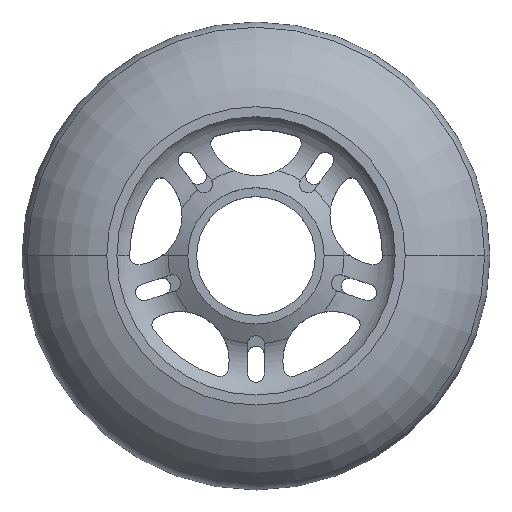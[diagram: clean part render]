
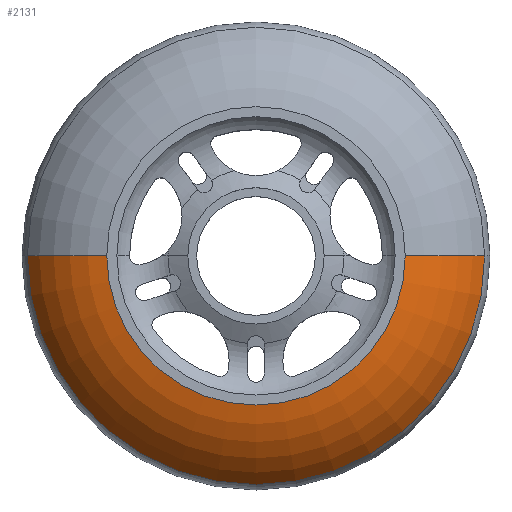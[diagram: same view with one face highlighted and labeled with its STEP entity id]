
A CAD part, top view. The second image highlights one B-rep face of the part: STEP entity #2131.
In plain terms, the highlighted toroidal (fillet/blend) face has major radius 20.382 mm and minor radius 19.496 mm.
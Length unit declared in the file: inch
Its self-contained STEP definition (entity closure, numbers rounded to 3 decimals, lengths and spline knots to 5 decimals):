
#384 = ORIENTED_EDGE ( 'NONE', *, *, #2943, .T. ) ;
#597 = CIRCLE ( 'NONE', #682, 0.76755 ) ;
#628 = EDGE_LOOP ( 'NONE', ( #963, #4174, #384, #750 ) ) ;
#660 = FACE_OUTER_BOUND ( 'NONE', #628, .T. ) ;
#682 = AXIS2_PLACEMENT_3D ( 'NONE', #2758, #2750, #2587 ) ;
#750 = ORIENTED_EDGE ( 'NONE', *, *, #4237, .F. ) ;
#963 = ORIENTED_EDGE ( 'NONE', *, *, #1777, .F. ) ;
#1113 = DIRECTION ( 'NONE',  ( 0., -1., 0. ) ) ;
#1137 = VERTEX_POINT ( 'NONE', #1996 ) ;
#1640 = AXIS2_PLACEMENT_3D ( 'NONE', #5061, #3171, #4737 ) ;
#1777 = EDGE_CURVE ( 'NONE', #2057, #3970, #597, .T. ) ;
#1908 = DIRECTION ( 'NONE',  ( 0., 0., 1. ) ) ;
#1996 = CARTESIAN_POINT ( 'NONE',  ( 1.45258, 0., 0.12135 ) ) ;
#2057 = VERTEX_POINT ( 'NONE', #5050 ) ;
#2131 = ADVANCED_FACE ( 'NONE', ( #660 ), #4803, .T. ) ;
#2230 = DIRECTION ( 'NONE',  ( 0., 0., 1. ) ) ;
#2587 = DIRECTION ( 'NONE',  ( -1., 0., 0. ) ) ;
#2598 = CIRCLE ( 'NONE', #4241, 0.94805 ) ;
#2722 = CARTESIAN_POINT ( 'NONE',  ( -0.94805, 0., 0.467 ) ) ;
#2750 = DIRECTION ( 'NONE',  ( 0., 1., 0. ) ) ;
#2758 = CARTESIAN_POINT ( 'NONE',  ( -0.80243, 0., -0.28661 ) ) ;
#2838 = CARTESIAN_POINT ( 'NONE',  ( 0.94805, 0., 0.467 ) ) ;
#2943 = EDGE_CURVE ( 'NONE', #1137, #4705, #4367, .T. ) ;
#3010 = AXIS2_PLACEMENT_3D ( 'NONE', #3456, #1113, #3853 ) ;
#3171 = DIRECTION ( 'NONE',  ( 0., 0., 1. ) ) ;
#3456 = CARTESIAN_POINT ( 'NONE',  ( 0.80243, 0., -0.28661 ) ) ;
#3853 = DIRECTION ( 'NONE',  ( 0., 0., -1. ) ) ;
#3890 = EDGE_CURVE ( 'NONE', #2057, #1137, #4893, .T. ) ;
#3970 = VERTEX_POINT ( 'NONE', #2722 ) ;
#4174 = ORIENTED_EDGE ( 'NONE', *, *, #3890, .T. ) ;
#4237 = EDGE_CURVE ( 'NONE', #3970, #4705, #2598, .T. ) ;
#4241 = AXIS2_PLACEMENT_3D ( 'NONE', #4562, #2230, #4946 ) ;
#4246 = CARTESIAN_POINT ( 'NONE',  ( 0., 0., 0.12135 ) ) ;
#4367 = CIRCLE ( 'NONE', #3010, 0.76755 ) ;
#4562 = CARTESIAN_POINT ( 'NONE',  ( 0., 0., 0.467 ) ) ;
#4638 = DIRECTION ( 'NONE',  ( 1., 0., 0. ) ) ;
#4705 = VERTEX_POINT ( 'NONE', #2838 ) ;
#4737 = DIRECTION ( 'NONE',  ( 1., 0., 0. ) ) ;
#4803 = TOROIDAL_SURFACE ( 'NONE', #1640, 0.80243, 0.76755 ) ;
#4891 = AXIS2_PLACEMENT_3D ( 'NONE', #4246, #1908, #4638 ) ;
#4893 = CIRCLE ( 'NONE', #4891, 1.45258 ) ;
#4946 = DIRECTION ( 'NONE',  ( 1., 0., 0. ) ) ;
#5050 = CARTESIAN_POINT ( 'NONE',  ( -1.45258, 0., 0.12135 ) ) ;
#5061 = CARTESIAN_POINT ( 'NONE',  ( 0., 0., -0.28661 ) ) ;
